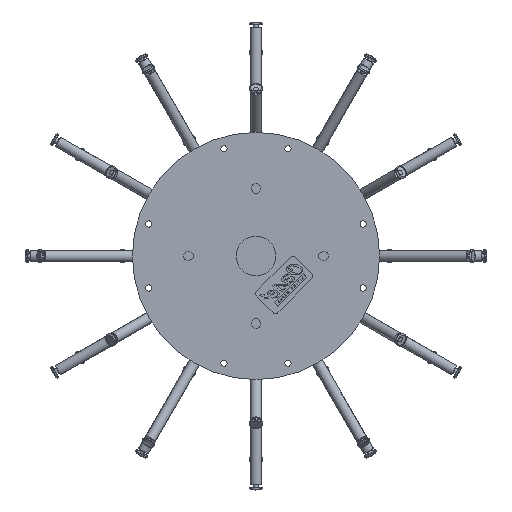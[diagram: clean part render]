
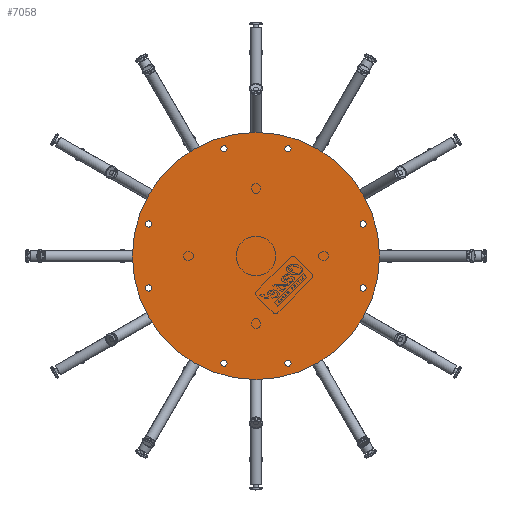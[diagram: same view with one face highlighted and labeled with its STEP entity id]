
A CAD part, front view. The second image highlights one B-rep face of the part: STEP entity #7058.
In plain terms, the highlighted planar face has unit normal (0, -1, 0).
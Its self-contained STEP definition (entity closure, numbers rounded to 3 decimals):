
#503=FACE_BOUND('',#2158,.T.);
#504=FACE_BOUND('',#2159,.T.);
#505=FACE_BOUND('',#2160,.T.);
#506=FACE_BOUND('',#2161,.T.);
#507=FACE_BOUND('',#2162,.T.);
#508=FACE_BOUND('',#2163,.T.);
#509=FACE_BOUND('',#2164,.T.);
#510=FACE_BOUND('',#2165,.T.);
#792=CIRCLE('',#7745,6.);
#793=CIRCLE('',#7747,6.);
#794=CIRCLE('',#7749,6.);
#795=CIRCLE('',#7751,6.);
#796=CIRCLE('',#7753,6.);
#797=CIRCLE('',#7755,6.);
#798=CIRCLE('',#7757,6.);
#799=CIRCLE('',#7759,6.);
#800=CIRCLE('',#7762,237.5);
#1362=FACE_OUTER_BOUND('',#2157,.T.);
#2157=EDGE_LOOP('',(#6306));
#2158=EDGE_LOOP('',(#6307));
#2159=EDGE_LOOP('',(#6308));
#2160=EDGE_LOOP('',(#6309));
#2161=EDGE_LOOP('',(#6310));
#2162=EDGE_LOOP('',(#6311));
#2163=EDGE_LOOP('',(#6312));
#2164=EDGE_LOOP('',(#6313));
#2165=EDGE_LOOP('',(#6314));
#3756=VERTEX_POINT('',#13266);
#3757=VERTEX_POINT('',#13269);
#3758=VERTEX_POINT('',#13272);
#3759=VERTEX_POINT('',#13275);
#3760=VERTEX_POINT('',#13278);
#3761=VERTEX_POINT('',#13281);
#3762=VERTEX_POINT('',#13284);
#3763=VERTEX_POINT('',#13287);
#3764=VERTEX_POINT('',#13291);
#4606=EDGE_CURVE('',#3756,#3756,#792,.T.);
#4607=EDGE_CURVE('',#3757,#3757,#793,.T.);
#4608=EDGE_CURVE('',#3758,#3758,#794,.T.);
#4609=EDGE_CURVE('',#3759,#3759,#795,.T.);
#4610=EDGE_CURVE('',#3760,#3760,#796,.T.);
#4611=EDGE_CURVE('',#3761,#3761,#797,.T.);
#4612=EDGE_CURVE('',#3762,#3762,#798,.T.);
#4613=EDGE_CURVE('',#3763,#3763,#799,.T.);
#4614=EDGE_CURVE('',#3764,#3764,#800,.T.);
#6306=ORIENTED_EDGE('',*,*,#4614,.T.);
#6307=ORIENTED_EDGE('',*,*,#4606,.T.);
#6308=ORIENTED_EDGE('',*,*,#4607,.T.);
#6309=ORIENTED_EDGE('',*,*,#4608,.T.);
#6310=ORIENTED_EDGE('',*,*,#4609,.T.);
#6311=ORIENTED_EDGE('',*,*,#4610,.T.);
#6312=ORIENTED_EDGE('',*,*,#4611,.T.);
#6313=ORIENTED_EDGE('',*,*,#4612,.T.);
#6314=ORIENTED_EDGE('',*,*,#4613,.T.);
#6551=PLANE('',#7763);
#7058=ADVANCED_FACE('',(#1362,#503,#504,#505,#506,#507,#508,#509,#510),
#6551,.T.);
#7745=AXIS2_PLACEMENT_3D('',#13267,#9519,#9520);
#7747=AXIS2_PLACEMENT_3D('',#13270,#9523,#9524);
#7749=AXIS2_PLACEMENT_3D('',#13273,#9527,#9528);
#7751=AXIS2_PLACEMENT_3D('',#13276,#9531,#9532);
#7753=AXIS2_PLACEMENT_3D('',#13279,#9535,#9536);
#7755=AXIS2_PLACEMENT_3D('',#13282,#9539,#9540);
#7757=AXIS2_PLACEMENT_3D('',#13285,#9543,#9544);
#7759=AXIS2_PLACEMENT_3D('',#13288,#9547,#9548);
#7762=AXIS2_PLACEMENT_3D('',#13292,#9553,#9554);
#7763=AXIS2_PLACEMENT_3D('',#13293,#9555,#9556);
#9519=DIRECTION('center_axis',(0.,1.,0.));
#9520=DIRECTION('ref_axis',(-1.,0.,0.));
#9523=DIRECTION('center_axis',(0.,1.,0.));
#9524=DIRECTION('ref_axis',(-1.,0.,0.));
#9527=DIRECTION('center_axis',(0.,1.,0.));
#9528=DIRECTION('ref_axis',(-1.,0.,0.));
#9531=DIRECTION('center_axis',(0.,1.,0.));
#9532=DIRECTION('ref_axis',(-1.,0.,0.));
#9535=DIRECTION('center_axis',(0.,1.,0.));
#9536=DIRECTION('ref_axis',(-1.,0.,0.));
#9539=DIRECTION('center_axis',(0.,1.,0.));
#9540=DIRECTION('ref_axis',(-1.,0.,0.));
#9543=DIRECTION('center_axis',(0.,1.,0.));
#9544=DIRECTION('ref_axis',(-1.,0.,0.));
#9547=DIRECTION('center_axis',(0.,1.,0.));
#9548=DIRECTION('ref_axis',(-1.,0.,0.));
#9553=DIRECTION('center_axis',(0.,-1.,0.));
#9554=DIRECTION('ref_axis',(1.,0.,0.));
#9555=DIRECTION('center_axis',(0.,-1.,0.));
#9556=DIRECTION('ref_axis',(0.,0.,-1.));
#13266=CARTESIAN_POINT('',(212.016,0.,-61.5));
#13267=CARTESIAN_POINT('Origin',(206.016,0.,-61.5));
#13269=CARTESIAN_POINT('',(67.5,0.,206.016));
#13270=CARTESIAN_POINT('Origin',(61.5,0.,206.016));
#13272=CARTESIAN_POINT('',(-200.016,0.,61.5));
#13273=CARTESIAN_POINT('Origin',(-206.016,0.,61.5));
#13275=CARTESIAN_POINT('',(-55.5,0.,-206.016));
#13276=CARTESIAN_POINT('Origin',(-61.5,0.,-206.016));
#13278=CARTESIAN_POINT('',(67.5,0.,-206.016));
#13279=CARTESIAN_POINT('Origin',(61.5,0.,-206.016));
#13281=CARTESIAN_POINT('',(-200.016,0.,-61.5));
#13282=CARTESIAN_POINT('Origin',(-206.016,0.,-61.5));
#13284=CARTESIAN_POINT('',(-55.5,0.,206.016));
#13285=CARTESIAN_POINT('Origin',(-61.5,0.,206.016));
#13287=CARTESIAN_POINT('',(212.016,0.,61.5));
#13288=CARTESIAN_POINT('Origin',(206.016,0.,61.5));
#13291=CARTESIAN_POINT('',(237.5,0.,0.));
#13292=CARTESIAN_POINT('Origin',(0.,0.,0.));
#13293=CARTESIAN_POINT('Origin',(0.,0.,0.));
